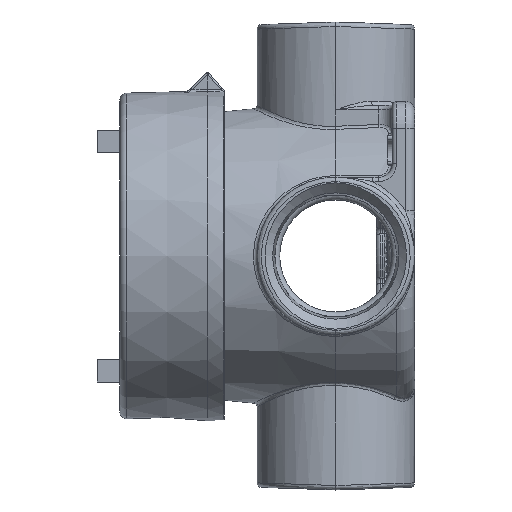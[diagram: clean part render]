
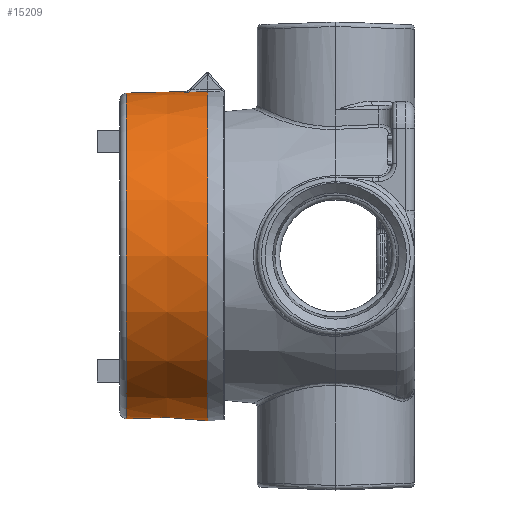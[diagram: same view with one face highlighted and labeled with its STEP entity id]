
A CAD part, left-side view. The second image highlights one B-rep face of the part: STEP entity #15209.
In plain terms, the highlighted conical face has half-angle 1.5 degrees and reference radius 58.214 mm.
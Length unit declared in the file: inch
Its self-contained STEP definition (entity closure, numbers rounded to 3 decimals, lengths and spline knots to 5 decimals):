
#68=CONICAL_SURFACE('',#16261,2.29188,0.026);
#1360=B_SPLINE_CURVE_WITH_KNOTS('',3,(#58498,#58499,#58500,#58501,#58502,
#58503,#58504,#58505,#58506,#58507),.UNSPECIFIED.,.F.,.F.,(4,2,2,2,4),(0.,
0.25,0.5,0.75,1.),.UNSPECIFIED.);
#1361=B_SPLINE_CURVE_WITH_KNOTS('',3,(#58509,#58510,#58511,#58512),
 .UNSPECIFIED.,.F.,.F.,(4,4),(0.,1.),.UNSPECIFIED.);
#1362=B_SPLINE_CURVE_WITH_KNOTS('',3,(#58520,#58521,#58522,#58523),
 .UNSPECIFIED.,.F.,.F.,(4,4),(0.,1.),.UNSPECIFIED.);
#2643=LINE('',#58516,#3942);
#3942=VECTOR('',#19480,2.29188);
#4882=FACE_OUTER_BOUND('',#5798,.T.);
#5798=EDGE_LOOP('',(#14077,#14078,#14079,#14080,#14081,#14082,#14083,#14084));
#6165=CIRCLE('',#16262,2.29188);
#6166=CIRCLE('',#16263,2.26235);
#6167=CIRCLE('',#16264,2.29188);
#7558=VERTEX_POINT('',#58496);
#7559=VERTEX_POINT('',#58497);
#7560=VERTEX_POINT('',#58508);
#7561=VERTEX_POINT('',#58513);
#7562=VERTEX_POINT('',#58515);
#7563=VERTEX_POINT('',#58518);
#9743=EDGE_CURVE('',#7558,#7559,#1360,.T.);
#9744=EDGE_CURVE('',#7559,#7560,#1361,.T.);
#9745=EDGE_CURVE('',#7560,#7561,#6165,.F.);
#9746=EDGE_CURVE('',#7561,#7562,#2643,.T.);
#9747=EDGE_CURVE('',#7562,#7562,#6166,.T.);
#9748=EDGE_CURVE('',#7561,#7563,#6167,.F.);
#9749=EDGE_CURVE('',#7563,#7558,#1362,.T.);
#14077=ORIENTED_EDGE('',*,*,#9743,.T.);
#14078=ORIENTED_EDGE('',*,*,#9744,.T.);
#14079=ORIENTED_EDGE('',*,*,#9745,.T.);
#14080=ORIENTED_EDGE('',*,*,#9746,.T.);
#14081=ORIENTED_EDGE('',*,*,#9747,.T.);
#14082=ORIENTED_EDGE('',*,*,#9746,.F.);
#14083=ORIENTED_EDGE('',*,*,#9748,.T.);
#14084=ORIENTED_EDGE('',*,*,#9749,.T.);
#15209=ADVANCED_FACE('',(#4882),#68,.T.);
#16261=AXIS2_PLACEMENT_3D('',#58495,#19476,#19477);
#16262=AXIS2_PLACEMENT_3D('',#58514,#19478,#19479);
#16263=AXIS2_PLACEMENT_3D('',#58517,#19481,#19482);
#16264=AXIS2_PLACEMENT_3D('',#58519,#19483,#19484);
#19476=DIRECTION('center_axis',(0.,0.,-1.));
#19477=DIRECTION('ref_axis',(1.,0.,0.));
#19478=DIRECTION('center_axis',(0.,0.,-1.));
#19479=DIRECTION('ref_axis',(0.094,-0.996,0.));
#19480=DIRECTION('',(0.026,0.,1.));
#19481=DIRECTION('center_axis',(0.,0.,-1.));
#19482=DIRECTION('ref_axis',(-1.,0.,0.));
#19483=DIRECTION('center_axis',(0.,0.,-1.));
#19484=DIRECTION('ref_axis',(0.094,-0.996,0.));
#58495=CARTESIAN_POINT('Origin',(0.,0.,0.25));
#58496=CARTESIAN_POINT('',(-0.20732,-2.27386,0.57789));
#58497=CARTESIAN_POINT('',(0.20732,-2.27386,0.57789));
#58498=CARTESIAN_POINT('Ctrl Pts',(-0.20732,-2.27386,
0.57789));
#58499=CARTESIAN_POINT('Ctrl Pts',(-0.17295,-2.27708,
0.57453));
#58500=CARTESIAN_POINT('Ctrl Pts',(-0.13826,-2.27952,
0.57199));
#58501=CARTESIAN_POINT('Ctrl Pts',(-0.06895,-2.28275,
0.56862));
#58502=CARTESIAN_POINT('Ctrl Pts',(-0.03423,-2.28356,
0.56778));
#58503=CARTESIAN_POINT('Ctrl Pts',(0.03531,-2.28355,
0.56779));
#58504=CARTESIAN_POINT('Ctrl Pts',(0.07008,-2.28272,
0.56866));
#58505=CARTESIAN_POINT('Ctrl Pts',(0.13902,-2.27947,
0.57204));
#58506=CARTESIAN_POINT('Ctrl Pts',(0.17327,-2.27705,
0.57457));
#58507=CARTESIAN_POINT('Ctrl Pts',(0.20732,-2.27386,
0.57789));
#58508=CARTESIAN_POINT('',(0.2158,-2.28169,0.25));
#58509=CARTESIAN_POINT('Ctrl Pts',(0.20732,-2.27386,
0.57789));
#58510=CARTESIAN_POINT('Ctrl Pts',(0.21014,-2.27647,
0.4686));
#58511=CARTESIAN_POINT('Ctrl Pts',(0.21297,-2.27909,
0.3593));
#58512=CARTESIAN_POINT('Ctrl Pts',(0.2158,-2.28169,
0.25));
#58513=CARTESIAN_POINT('',(-2.29188,0.,0.25));
#58514=CARTESIAN_POINT('Origin',(0.,0.,
0.25));
#58515=CARTESIAN_POINT('',(-2.26235,0.,1.37745));
#58516=CARTESIAN_POINT('',(-2.29188,0.,0.25));
#58517=CARTESIAN_POINT('Origin',(0.,0.,1.37745));
#58518=CARTESIAN_POINT('',(-0.2158,-2.28169,0.25));
#58519=CARTESIAN_POINT('Origin',(0.,0.,
0.25));
#58520=CARTESIAN_POINT('Ctrl Pts',(-0.2158,-2.28169,
0.25));
#58521=CARTESIAN_POINT('Ctrl Pts',(-0.21297,-2.27909,
0.3593));
#58522=CARTESIAN_POINT('Ctrl Pts',(-0.21014,-2.27647,
0.4686));
#58523=CARTESIAN_POINT('Ctrl Pts',(-0.20732,-2.27386,
0.57789));
